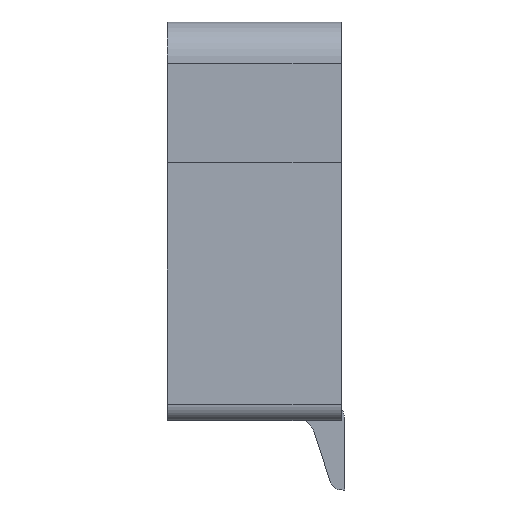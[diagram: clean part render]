
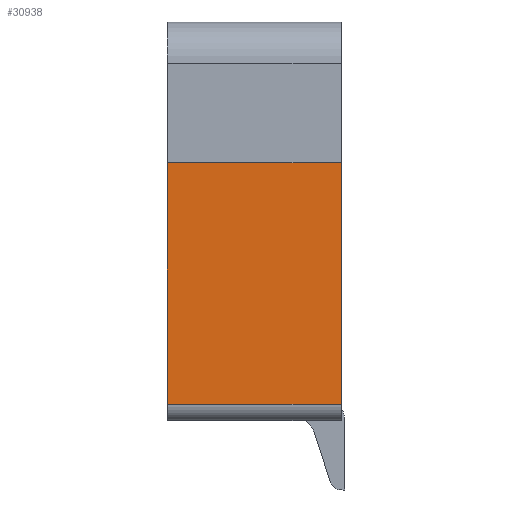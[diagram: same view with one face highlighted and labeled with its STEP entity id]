
A CAD part, left-side view. The second image highlights one B-rep face of the part: STEP entity #30938.
In plain terms, the highlighted planar face has unit normal (-1, 0, 0).
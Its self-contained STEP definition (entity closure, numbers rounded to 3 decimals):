
#243 = EDGE_LOOP ( 'NONE', ( #2451, #2452, #2453, #2454 ) ) ;
#2451 = ORIENTED_EDGE ( 'NONE', *, *, #33316, .F. ) ;
#2452 = ORIENTED_EDGE ( 'NONE', *, *, #33319, .F. ) ;
#2453 = ORIENTED_EDGE ( 'NONE', *, *, #33315, .T. ) ;
#2454 = ORIENTED_EDGE ( 'NONE', *, *, #33333, .T. ) ;
#7538 = VERTEX_POINT ( 'NONE', #38457 ) ;
#7539 = VERTEX_POINT ( 'NONE', #38463 ) ;
#7542 = VERTEX_POINT ( 'NONE', #38460 ) ;
#7544 = VERTEX_POINT ( 'NONE', #38451 ) ;
#9187 = FACE_OUTER_BOUND ( 'NONE', #243, .T. ) ;
#10464 = CARTESIAN_POINT ( 'NONE',  ( -4.7, 2.05, 0. ) ) ;
#10469 = PLANE ( 'NONE',  #37035 ) ;
#10472 = DIRECTION ( 'NONE',  ( -1., 0., 0. ) ) ;
#10473 = DIRECTION ( 'NONE',  ( 0., -1., 0. ) ) ;
#18733 = CARTESIAN_POINT ( 'NONE',  ( -4.7, -0.05, 0. ) ) ;
#18741 = CARTESIAN_POINT ( 'NONE',  ( -4.7, 2.05, 0. ) ) ;
#18743 = DIRECTION ( 'NONE',  ( 0., 0., -1. ) ) ;
#18744 = DIRECTION ( 'NONE',  ( 0., 0., -1. ) ) ;
#18745 = CARTESIAN_POINT ( 'NONE',  ( -4.7, 2.05, 3.07 ) ) ;
#18752 = DIRECTION ( 'NONE',  ( 0., -1., 0. ) ) ;
#19313 = LINE ( 'NONE', #18733, #19329 ) ;
#19324 = LINE ( 'NONE', #18741, #19327 ) ;
#19327 = VECTOR ( 'NONE', #18743, 1000. ) ;
#19329 = VECTOR ( 'NONE', #18744, 1000. ) ;
#19330 = LINE ( 'NONE', #18745, #19334 ) ;
#19334 = VECTOR ( 'NONE', #18752, 1000. ) ;
#19358 = LINE ( 'NONE', #20397, #19361 ) ;
#19361 = VECTOR ( 'NONE', #20398, 1000. ) ;
#20397 = CARTESIAN_POINT ( 'NONE',  ( -4.7, 2.05, 0.146 ) ) ;
#20398 = DIRECTION ( 'NONE',  ( 0., -1., 0. ) ) ;
#30938 = ADVANCED_FACE ( 'NONE', ( #9187 ), #10469, .T. ) ;
#33315 = EDGE_CURVE ( 'NONE', #7544, #7542, #19324, .T. ) ;
#33316 = EDGE_CURVE ( 'NONE', #7539, #7538, #19313, .T. ) ;
#33319 = EDGE_CURVE ( 'NONE', #7544, #7539, #19330, .T. ) ;
#33333 = EDGE_CURVE ( 'NONE', #7542, #7538, #19358, .T. ) ;
#37035 = AXIS2_PLACEMENT_3D ( 'NONE', #10464, #10472, #10473 ) ;
#38451 = CARTESIAN_POINT ( 'NONE',  ( -4.7, 2.05, 3.07 ) ) ;
#38457 = CARTESIAN_POINT ( 'NONE',  ( -4.7, -0.05, 0.146 ) ) ;
#38460 = CARTESIAN_POINT ( 'NONE',  ( -4.7, 2.05, 0.146 ) ) ;
#38463 = CARTESIAN_POINT ( 'NONE',  ( -4.7, -0.05, 3.07 ) ) ;
